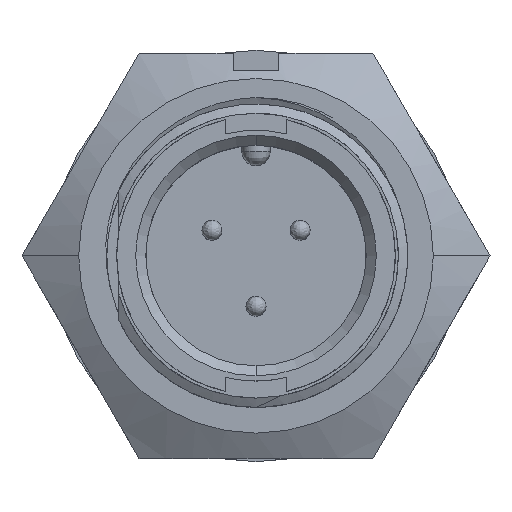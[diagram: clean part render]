
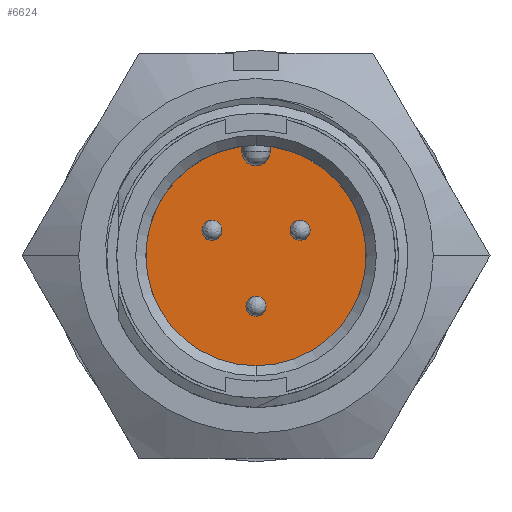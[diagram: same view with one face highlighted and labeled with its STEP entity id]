
A CAD part, top view. The second image highlights one B-rep face of the part: STEP entity #6624.
In plain terms, the highlighted planar face has unit normal (0, 0, 1).
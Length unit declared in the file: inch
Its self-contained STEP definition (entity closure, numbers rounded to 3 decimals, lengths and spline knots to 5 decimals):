
#1493 = DIRECTION ( 'NONE',  ( 0., 0., -1. ) ) ;
#1494 = CARTESIAN_POINT ( 'NONE',  ( 0.087, 0.05, -0.3 ) ) ;
#1497 = DIRECTION ( 'NONE',  ( 1., 0., 0. ) ) ;
#1847 = ORIENTED_EDGE ( 'NONE', *, *, #6417, .T. ) ;
#2022 = ORIENTED_EDGE ( 'NONE', *, *, #6928, .T. ) ;
#2160 = ORIENTED_EDGE ( 'NONE', *, *, #6967, .T. ) ;
#2399 = ORIENTED_EDGE ( 'NONE', *, *, #6366, .T. ) ;
#2402 = ORIENTED_EDGE ( 'NONE', *, *, #6489, .T. ) ;
#2420 = ORIENTED_EDGE ( 'NONE', *, *, #7130, .T. ) ;
#2545 = ORIENTED_EDGE ( 'NONE', *, *, #6908, .T. ) ;
#2627 = ORIENTED_EDGE ( 'NONE', *, *, #6562, .T. ) ;
#2628 = ORIENTED_EDGE ( 'NONE', *, *, #7224, .T. ) ;
#2639 = ORIENTED_EDGE ( 'NONE', *, *, #6976, .T. ) ;
#2669 = ORIENTED_EDGE ( 'NONE', *, *, #7188, .T. ) ;
#3153 = PLANE ( 'NONE',  #10505 ) ;
#3166 = DIRECTION ( 'NONE',  ( 1., 0., 0. ) ) ;
#3379 = CARTESIAN_POINT ( 'NONE',  ( 0., 0.2055, -0.3 ) ) ;
#3386 = DIRECTION ( 'NONE',  ( 0., 0., 1. ) ) ;
#4217 = DIRECTION ( 'NONE',  ( 1., 0., 0. ) ) ;
#4219 = DIRECTION ( 'NONE',  ( 0., 0., 1. ) ) ;
#4231 = CARTESIAN_POINT ( 'NONE',  ( 0., 0., -0.3 ) ) ;
#5008 = EDGE_LOOP ( 'NONE', ( #2420, #1847 ) ) ;
#5059 = EDGE_LOOP ( 'NONE', ( #2160, #2639, #2402, #2022, #2628 ) ) ;
#5100 = VERTEX_POINT ( 'NONE', #13993 ) ;
#5157 = VERTEX_POINT ( 'NONE', #13441 ) ;
#5159 = VERTEX_POINT ( 'NONE', #13662 ) ;
#5196 = VERTEX_POINT ( 'NONE', #13467 ) ;
#5221 = VERTEX_POINT ( 'NONE', #13967 ) ;
#5270 = VERTEX_POINT ( 'NONE', #14295 ) ;
#5364 = VERTEX_POINT ( 'NONE', #13352 ) ;
#5373 = VERTEX_POINT ( 'NONE', #14264 ) ;
#5430 = VERTEX_POINT ( 'NONE', #13174 ) ;
#5446 = VERTEX_POINT ( 'NONE', #13733 ) ;
#5497 = VERTEX_POINT ( 'NONE', #13209 ) ;
#5617 = EDGE_LOOP ( 'NONE', ( #2545, #2399 ) ) ;
#5621 = EDGE_LOOP ( 'NONE', ( #2669, #2627 ) ) ;
#5956 = CARTESIAN_POINT ( 'NONE',  ( -0.087, 0.05, -0.3 ) ) ;
#6081 = DIRECTION ( 'NONE',  ( 0., 0., -1. ) ) ;
#6083 = DIRECTION ( 'NONE',  ( 1., 0., 0. ) ) ;
#6366 = EDGE_CURVE ( 'NONE', #5157, #5430, #7026, .T. ) ;
#6417 = EDGE_CURVE ( 'NONE', #5270, #5159, #7037, .T. ) ;
#6489 = EDGE_CURVE ( 'NONE', #5100, #5221, #7045, .T. ) ;
#6562 = EDGE_CURVE ( 'NONE', #5196, #5497, #7054, .T. ) ;
#6624 = ADVANCED_FACE ( 'NONE', ( #10599, #10518, #10457, #10371 ), #3153, .T. ) ;
#6798 = VECTOR ( 'NONE', #7282, 39.37008 ) ;
#6816 = AXIS2_PLACEMENT_3D ( 'NONE', #12513, #12855, #12442 ) ;
#6908 = EDGE_CURVE ( 'NONE', #5430, #5157, #7072, .T. ) ;
#6928 = EDGE_CURVE ( 'NONE', #5221, #5373, #7068, .T. ) ;
#6967 = EDGE_CURVE ( 'NONE', #5446, #5364, #7077, .T. ) ;
#6976 = EDGE_CURVE ( 'NONE', #5364, #5100, #13065, .T. ) ;
#7026 = CIRCLE ( 'NONE', #9572, 0.01974 ) ;
#7037 = CIRCLE ( 'NONE', #9491, 0.01974 ) ;
#7045 = CIRCLE ( 'NONE', #9555, 0.2175 ) ;
#7054 = CIRCLE ( 'NONE', #9590, 0.01974 ) ;
#7068 = CIRCLE ( 'NONE', #10434, 0.2175 ) ;
#7072 = CIRCLE ( 'NONE', #10390, 0.01974 ) ;
#7077 = CIRCLE ( 'NONE', #10400, 0.028 ) ;
#7083 = CIRCLE ( 'NONE', #10565, 0.01974 ) ;
#7091 = CIRCLE ( 'NONE', #6816, 0.01974 ) ;
#7130 = EDGE_CURVE ( 'NONE', #5159, #5270, #7083, .T. ) ;
#7188 = EDGE_CURVE ( 'NONE', #5497, #5196, #7091, .T. ) ;
#7224 = EDGE_CURVE ( 'NONE', #5373, #5446, #7312, .T. ) ;
#7282 = DIRECTION ( 'NONE',  ( 0., -1., 0. ) ) ;
#7312 = LINE ( 'NONE', #7313, #6798 ) ;
#7313 = CARTESIAN_POINT ( 'NONE',  ( 0.028, 0.21569, -0.3 ) ) ;
#7513 = DIRECTION ( 'NONE',  ( 1., 0., 0. ) ) ;
#7544 = DIRECTION ( 'NONE',  ( 0., 0., 1. ) ) ;
#7568 = CARTESIAN_POINT ( 'NONE',  ( 0., 0., -0.3 ) ) ;
#7748 = DIRECTION ( 'NONE',  ( 1., 0., 0. ) ) ;
#7843 = CARTESIAN_POINT ( 'NONE',  ( 0., -0.1, -0.3 ) ) ;
#7863 = DIRECTION ( 'NONE',  ( 0., 0., -1. ) ) ;
#9491 = AXIS2_PLACEMENT_3D ( 'NONE', #1494, #1493, #1497 ) ;
#9555 = AXIS2_PLACEMENT_3D ( 'NONE', #4231, #4219, #4217 ) ;
#9572 = AXIS2_PLACEMENT_3D ( 'NONE', #10985, #10713, #10718 ) ;
#9590 = AXIS2_PLACEMENT_3D ( 'NONE', #5956, #6081, #6083 ) ;
#10371 = FACE_OUTER_BOUND ( 'NONE', #5059, .T. ) ;
#10390 = AXIS2_PLACEMENT_3D ( 'NONE', #7843, #7863, #7748 ) ;
#10400 = AXIS2_PLACEMENT_3D ( 'NONE', #12800, #12681, #12475 ) ;
#10405 = VECTOR ( 'NONE', #13075, 39.37008 ) ;
#10434 = AXIS2_PLACEMENT_3D ( 'NONE', #7568, #7544, #7513 ) ;
#10457 = FACE_BOUND ( 'NONE', #5008, .T. ) ;
#10505 = AXIS2_PLACEMENT_3D ( 'NONE', #3379, #3386, #3166 ) ;
#10518 = FACE_BOUND ( 'NONE', #5621, .T. ) ;
#10565 = AXIS2_PLACEMENT_3D ( 'NONE', #12495, #12478, #12474 ) ;
#10599 = FACE_BOUND ( 'NONE', #5617, .T. ) ;
#10713 = DIRECTION ( 'NONE',  ( 0., 0., -1. ) ) ;
#10718 = DIRECTION ( 'NONE',  ( 1., 0., 0. ) ) ;
#10985 = CARTESIAN_POINT ( 'NONE',  ( 0., -0.1, -0.3 ) ) ;
#12442 = DIRECTION ( 'NONE',  ( 1., 0., 0. ) ) ;
#12474 = DIRECTION ( 'NONE',  ( 1., 0., 0. ) ) ;
#12475 = DIRECTION ( 'NONE',  ( 1., 0., 0. ) ) ;
#12478 = DIRECTION ( 'NONE',  ( 0., 0., -1. ) ) ;
#12495 = CARTESIAN_POINT ( 'NONE',  ( 0.087, 0.05, -0.3 ) ) ;
#12513 = CARTESIAN_POINT ( 'NONE',  ( -0.087, 0.05, -0.3 ) ) ;
#12681 = DIRECTION ( 'NONE',  ( 0., 0., -1. ) ) ;
#12800 = CARTESIAN_POINT ( 'NONE',  ( 0., 0.2055, -0.3 ) ) ;
#12855 = DIRECTION ( 'NONE',  ( 0., 0., -1. ) ) ;
#13061 = CARTESIAN_POINT ( 'NONE',  ( -0.028, 0.2055, -0.3 ) ) ;
#13065 = LINE ( 'NONE', #13061, #10405 ) ;
#13075 = DIRECTION ( 'NONE',  ( 0., 1., 0. ) ) ;
#13174 = CARTESIAN_POINT ( 'NONE',  ( 0., -0.08026, -0.3 ) ) ;
#13209 = CARTESIAN_POINT ( 'NONE',  ( -0.087, 0.06974, -0.3 ) ) ;
#13352 = CARTESIAN_POINT ( 'NONE',  ( -0.028, 0.2055, -0.3 ) ) ;
#13441 = CARTESIAN_POINT ( 'NONE',  ( 0., -0.11974, -0.3 ) ) ;
#13467 = CARTESIAN_POINT ( 'NONE',  ( -0.087, 0.03026, -0.3 ) ) ;
#13662 = CARTESIAN_POINT ( 'NONE',  ( 0.087, 0.06974, -0.3 ) ) ;
#13733 = CARTESIAN_POINT ( 'NONE',  ( 0.028, 0.2055, -0.3 ) ) ;
#13967 = CARTESIAN_POINT ( 'NONE',  ( 0., -0.2175, -0.3 ) ) ;
#13993 = CARTESIAN_POINT ( 'NONE',  ( -0.028, 0.21569, -0.3 ) ) ;
#14264 = CARTESIAN_POINT ( 'NONE',  ( 0.028, 0.21569, -0.3 ) ) ;
#14295 = CARTESIAN_POINT ( 'NONE',  ( 0.087, 0.03026, -0.3 ) ) ;
